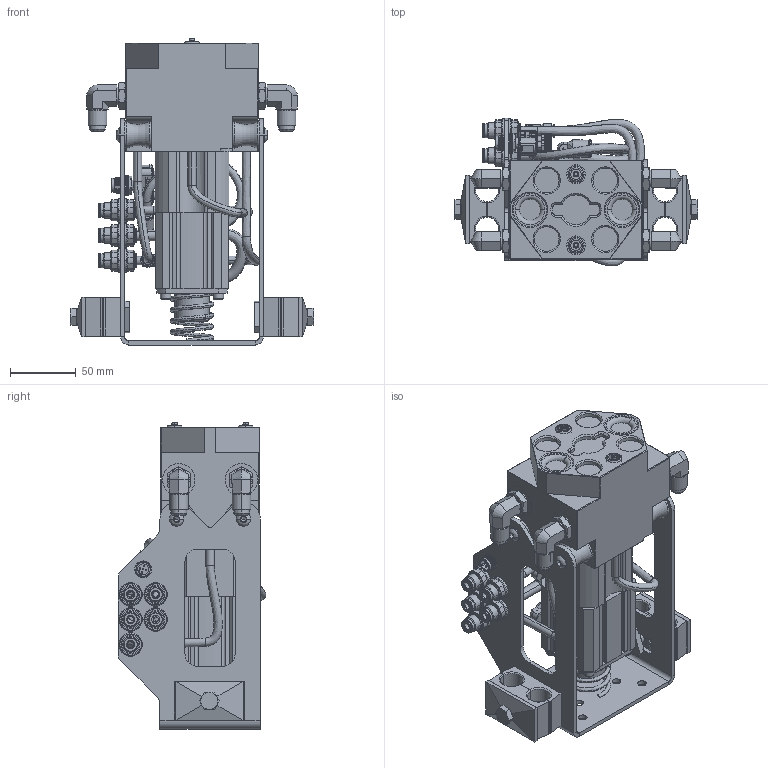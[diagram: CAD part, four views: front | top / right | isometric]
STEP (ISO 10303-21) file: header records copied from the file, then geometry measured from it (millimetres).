
FILE_DESCRIPTION((''),'2;1');
FILE_NAME('ILC56001010','2023-07-31T12:13:57',('BCoats'),(''),'CREO PARAMETRIC BY PTC INC, 2021164','CREO PARAMETRIC BY PTC INC, 2021164','');
FILE_SCHEMA(('AUTOMOTIVE_DESIGN { 1 0 10303 214 1 1 1 1 }'));
Products named in the file (1): ILC56001010
Bounding box: 184.93 x 112.24 x 232.41 mm (x, y, z)
Volume: 1096835.8 mm3; surface area: 249116.3 mm2
Topology: 9 solids, 9 shells, 3105 faces, 7879 edges, 4975 vertices
Faces by surface type: plane 1493, cylinder 844, cone 357, torus 201, bspline 164, extrusion 40, sphere 6
Entity records: 147610 total; most frequent: CARTESIAN_POINT 59163, ORIENTED_EDGE 15720, DIRECTION 14959, EDGE_CURVE 7860, AXIS2_PLACEMENT_3D 5550, VERTEX_POINT 4975, VECTOR 3856, LINE 3816
